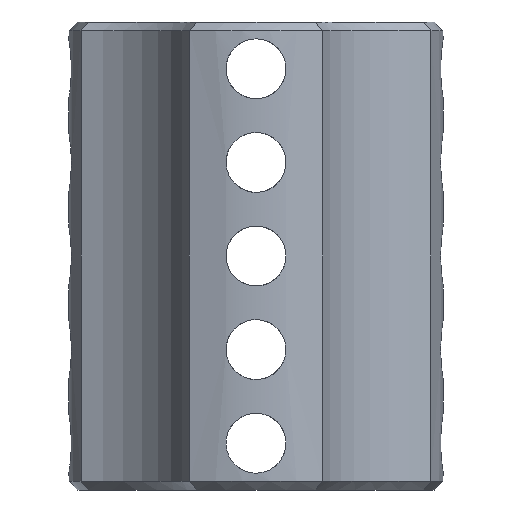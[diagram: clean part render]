
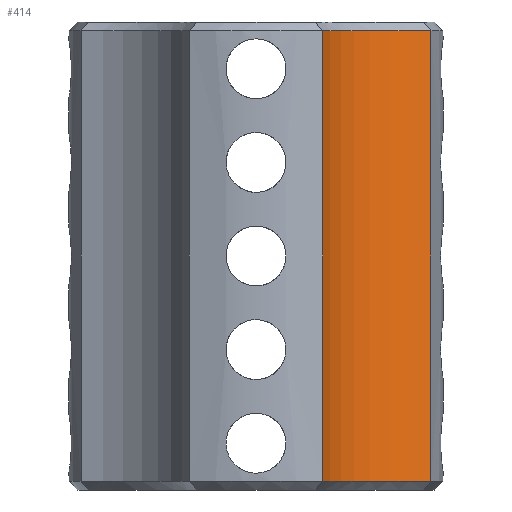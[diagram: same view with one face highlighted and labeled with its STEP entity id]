
A CAD part, front view. The second image highlights one B-rep face of the part: STEP entity #414.
In plain terms, the highlighted cylindrical face has radius 5 mm (diameter 10 mm), a partial arc.
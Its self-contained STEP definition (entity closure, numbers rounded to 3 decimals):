
#21 = EDGE_CURVE('',#22,#24,#26,.T.);
#22 = VERTEX_POINT('',#23);
#23 = CARTESIAN_POINT('',(5.841,-2.225,0.3));
#24 = VERTEX_POINT('',#25);
#25 = CARTESIAN_POINT('',(5.841,-2.225,15.325));
#26 = LINE('',#27,#28);
#27 = CARTESIAN_POINT('',(5.841,-2.225,0.));
#28 = VECTOR('',#29,1.);
#29 = DIRECTION('',(0.,0.,1.));
#414 = ADVANCED_FACE('',(#415),#442,.F.);
#415 = FACE_BOUND('',#416,.T.);
#416 = EDGE_LOOP('',(#417,#418,#427,#435));
#417 = ORIENTED_EDGE('',*,*,#21,.T.);
#418 = ORIENTED_EDGE('',*,*,#419,.T.);
#419 = EDGE_CURVE('',#24,#420,#422,.T.);
#420 = VERTEX_POINT('',#421);
#421 = CARTESIAN_POINT('',(2.225,-5.841,15.325));
#422 = CIRCLE('',#423,5.);
#423 = AXIS2_PLACEMENT_3D('',#424,#425,#426);
#424 = CARTESIAN_POINT('',(7.071,-7.071,15.325));
#425 = DIRECTION('',(0.,0.,1.));
#426 = DIRECTION('',(-0.246,0.969,0.));
#427 = ORIENTED_EDGE('',*,*,#428,.F.);
#428 = EDGE_CURVE('',#429,#420,#431,.T.);
#429 = VERTEX_POINT('',#430);
#430 = CARTESIAN_POINT('',(2.225,-5.841,0.3));
#431 = LINE('',#432,#433);
#432 = CARTESIAN_POINT('',(2.225,-5.841,0.));
#433 = VECTOR('',#434,1.);
#434 = DIRECTION('',(0.,0.,1.));
#435 = ORIENTED_EDGE('',*,*,#436,.F.);
#436 = EDGE_CURVE('',#22,#429,#437,.T.);
#437 = CIRCLE('',#438,5.);
#438 = AXIS2_PLACEMENT_3D('',#439,#440,#441);
#439 = CARTESIAN_POINT('',(7.071,-7.071,0.3));
#440 = DIRECTION('',(0.,0.,1.));
#441 = DIRECTION('',(-0.246,0.969,0.));
#442 = CYLINDRICAL_SURFACE('',#443,5.);
#443 = AXIS2_PLACEMENT_3D('',#444,#445,#446);
#444 = CARTESIAN_POINT('',(7.071,-7.071,0.));
#445 = DIRECTION('',(-0.,-0.,-1.));
#446 = DIRECTION('',(1.,0.,0.));
